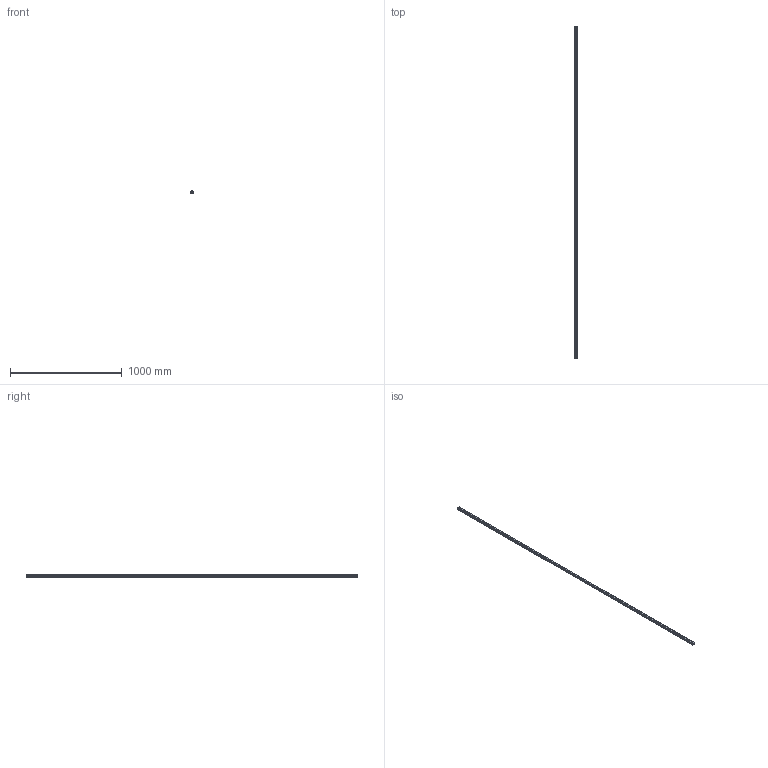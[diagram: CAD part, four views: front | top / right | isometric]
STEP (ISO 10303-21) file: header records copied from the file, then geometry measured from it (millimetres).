
FILE_DESCRIPTION(('STEP AP214'),'1');
FILE_NAME('cctmp_4E699D25-630E-4220-8E54-C28CF8C8704F_2021_02_09_15_16_23_0805..stp','2021-02-09T14:16:24',('HIWIN GmbH'),('CADClick - www.CADClick.com'),'Spatial InterOp 3D',' ','unknown authorization');
FILE_SCHEMA(('AUTOMOTIVE_DESIGN'));
Length unit declared in the file: millimetre
Products named in the file (1): EGR25R2970C_FILE
Bounding box: 23 x 2970 x 18 mm (x, y, z)
Volume: 1020950.4 mm3; surface area: 276272.1 mm2
Topology: 1 solids, 1 shells, 705 faces, 1797 edges, 1198 vertices
Faces by surface type: plane 385, cylinder 320
Entity records: 27535 total; most frequent: DIRECTION 4249, CARTESIAN_POINT 3701, ORIENTED_EDGE 3594, EDGE_CURVE 1797, AXIS2_PLACEMENT_3D 1746, VERTEX_POINT 1198, CIRCLE 840, EDGE_LOOP 809
